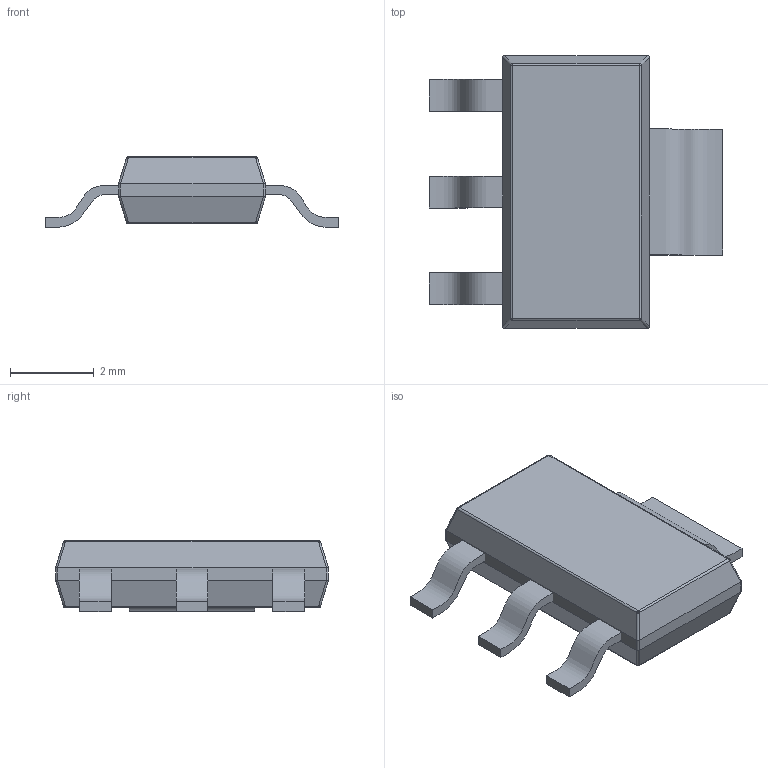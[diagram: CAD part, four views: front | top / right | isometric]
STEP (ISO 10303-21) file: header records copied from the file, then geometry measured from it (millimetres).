
FILE_DESCRIPTION(('for SolidWorks'),'2;1');
FILE_NAME('sot223-4.step','2016-08-23T15:31:43', ('Serg'),(''),'Open CASCADE STEP processor 6.6','DipTrace','Unknown');
FILE_SCHEMA(('AUTOMOTIVE_DESIGN { 1 0 10303 214 1 1 1 1 }'));
Length unit declared in the file: millimetre
Products named in the file (3): ASSEMBLY; sot223-4; sot223-4_001
Assembly tree (2 placements, depth 2):
  ASSEMBLY
    sot223-4
    sot223-4_001
Bounding box: 7 x 6.5 x 1.69 mm (x, y, z)
Volume: 36.4 mm3; surface area: 98.2 mm2
Topology: 5 solids, 5 shells, 74 faces, 176 edges, 104 vertices
Faces by surface type: bspline 32, plane 22, cylinder 20
Entity records: 2711 total; most frequent: CARTESIAN_POINT 1265, ORIENTED_EDGE 336, DIRECTION 186, EDGE_CURVE 168, VERTEX_POINT 104, B_SPLINE_CURVE_WITH_KNOTS 84, ADVANCED_FACE 74, FACE_BOUND 74
